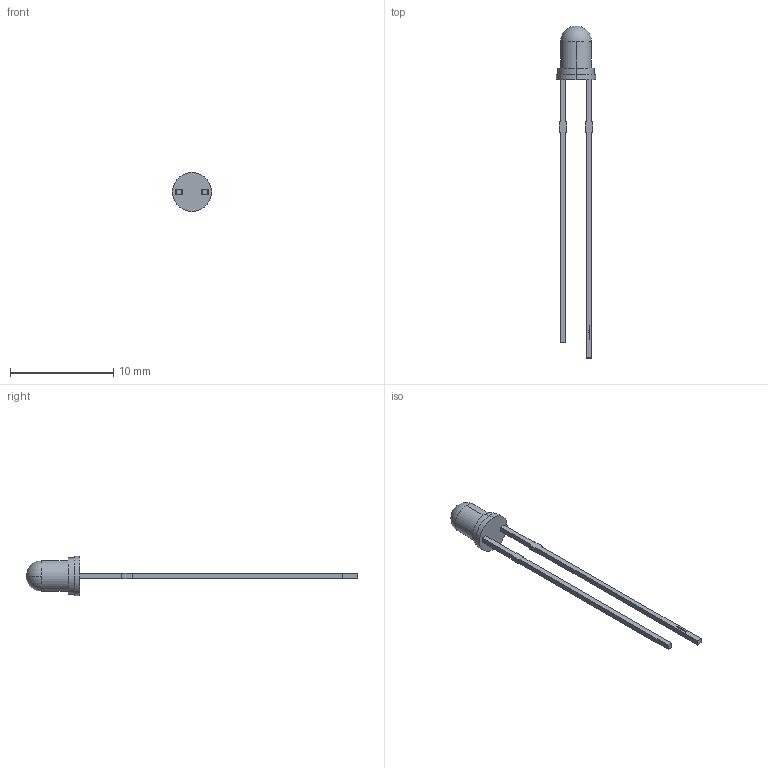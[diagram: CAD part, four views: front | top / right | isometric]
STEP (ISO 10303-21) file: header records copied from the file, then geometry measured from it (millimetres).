
FILE_DESCRIPTION (( 'STEP AP214' ), '1' );
FILE_NAME ('132X.STEP', '2008-08-27T20:02:03', ( '' ), ( '' ), 'SwSTEP 2.0', 'SolidWorks 2008', '' );
FILE_SCHEMA (( 'AUTOMOTIVE_DESIGN' ));
Length unit declared in the file: millimetre
Products named in the file (1): 132X
Bounding box: 3.8 x 32.2 x 3.8 mm (x, y, z)
Volume: 50.2 mm3; surface area: 173.1 mm2
Topology: 1 solids, 1 shells, 320 faces, 861 edges, 573 vertices
Faces by surface type: plane 196, bspline 116, cylinder 6, sphere 2
Entity records: 18926 total; most frequent: CARTESIAN_POINT 8141, ORIENTED_EDGE 1718, DIRECTION 1053, EDGE_CURVE 859, VECTOR 611, LINE 611, VERTEX_POINT 573, EDGE_LOOP 352
